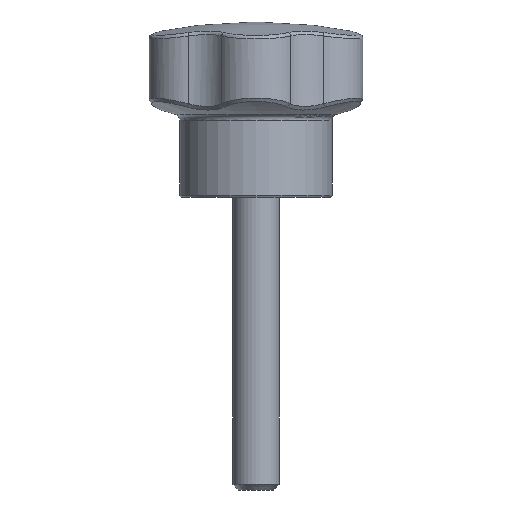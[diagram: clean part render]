
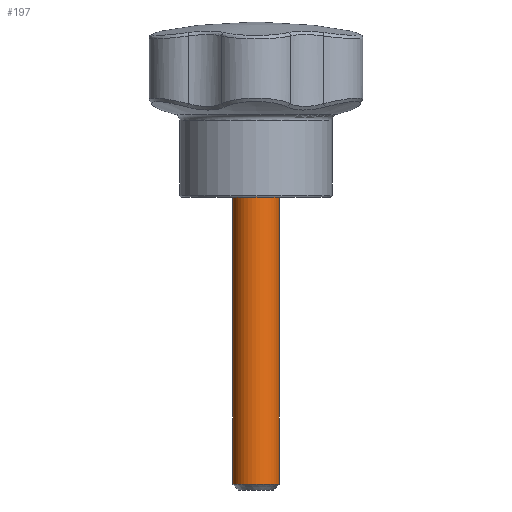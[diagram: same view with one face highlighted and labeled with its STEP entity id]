
A CAD part, front view. The second image highlights one B-rep face of the part: STEP entity #197.
In plain terms, the highlighted cylindrical face has radius 2 mm (diameter 4 mm), a full revolution.
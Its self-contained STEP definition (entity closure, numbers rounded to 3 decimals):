
#197 = ADVANCED_FACE( '', ( #407, #408 ), #409, .T. );
#407 = FACE_OUTER_BOUND( '', #2191, .T. );
#408 = FACE_OUTER_BOUND( '', #2192, .T. );
#409 = CYLINDRICAL_SURFACE( '', #2193, 2. );
#2191 = EDGE_LOOP( '', ( #2913 ) );
#2192 = EDGE_LOOP( '', ( #2914 ) );
#2193 = AXIS2_PLACEMENT_3D( '', #2915, #2916, #2917 );
#2913 = ORIENTED_EDGE( '', *, *, #3039, .T. );
#2914 = ORIENTED_EDGE( '', *, *, #3045, .T. );
#2915 = CARTESIAN_POINT( '', ( 0., 0., 5. ) );
#2916 = DIRECTION( '', ( 0., 0., 1. ) );
#2917 = DIRECTION( '', ( -1., 0., 0. ) );
#3039 = EDGE_CURVE( '', #3250, #3250, #3251, .T. );
#3045 = EDGE_CURVE( '', #3260, #3260, #3261, .F. );
#3250 = VERTEX_POINT( '', #4068 );
#3251 = CIRCLE( '', #4069, 2. );
#3260 = VERTEX_POINT( '', #4079 );
#3261 = CIRCLE( '', #4080, 2. );
#4068 = CARTESIAN_POINT( '', ( 2., 0., -24.5 ) );
#4069 = AXIS2_PLACEMENT_3D( '', #5389, #5390, #5391 );
#4079 = CARTESIAN_POINT( '', ( 2., 0., 0. ) );
#4080 = AXIS2_PLACEMENT_3D( '', #5399, #5400, #5401 );
#5389 = CARTESIAN_POINT( '', ( 0., 0., -24.5 ) );
#5390 = DIRECTION( '', ( 0., 0., 1. ) );
#5391 = DIRECTION( '', ( 1., 0., 0. ) );
#5399 = CARTESIAN_POINT( '', ( 0., 0., 0. ) );
#5400 = DIRECTION( '', ( 0., 0., 1. ) );
#5401 = DIRECTION( '', ( 1., 0., 0. ) );
